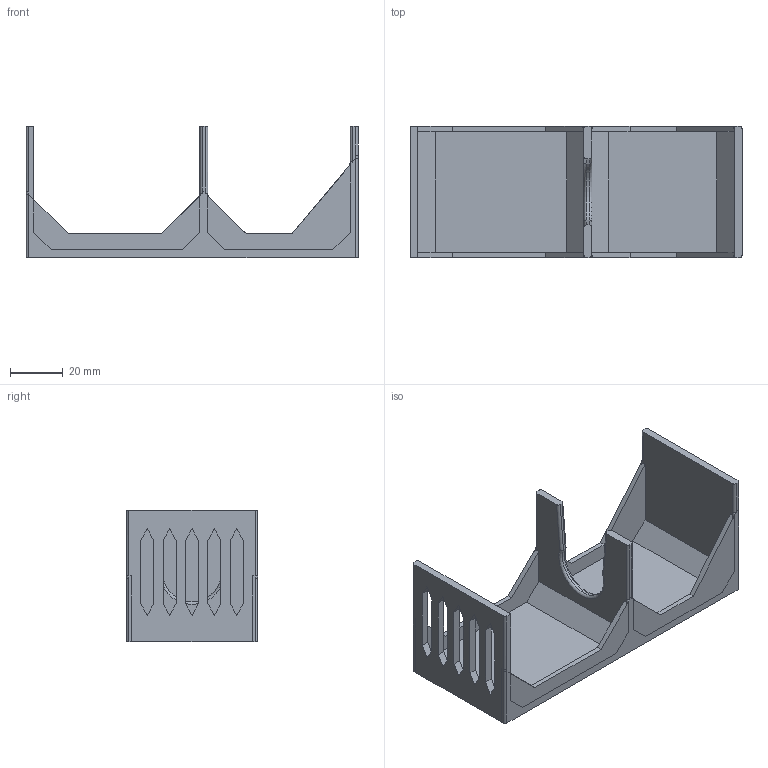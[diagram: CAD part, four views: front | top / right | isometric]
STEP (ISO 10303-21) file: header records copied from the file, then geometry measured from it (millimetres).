
FILE_DESCRIPTION(('FreeCAD Model'),'2;1');
FILE_NAME('Open CASCADE Shape Model','2024-11-08T18:28:43',(''),(''), 'Open CASCADE STEP processor 7.7','FreeCAD','Unknown');
FILE_SCHEMA(('AUTOMOTIVE_DESIGN { 1 0 10303 214 1 1 1 1 }'));
Length unit declared in the file: millimetre
Products named in the file (1): insert
Bounding box: 126 x 49.9 x 49.8 mm (x, y, z)
Volume: 44441.2 mm3; surface area: 30585.7 mm2
Topology: 1 solids, 1 shells, 116 faces, 338 edges, 224 vertices
Faces by surface type: plane 85, cylinder 17, bspline 12, torus 2
Entity records: 4540 total; most frequent: CARTESIAN_POINT 1545, ORIENTED_EDGE 676, DIRECTION 526, EDGE_CURVE 338, LINE 268, VECTOR 268, VERTEX_POINT 224, AXIS2_PLACEMENT_3D 129
